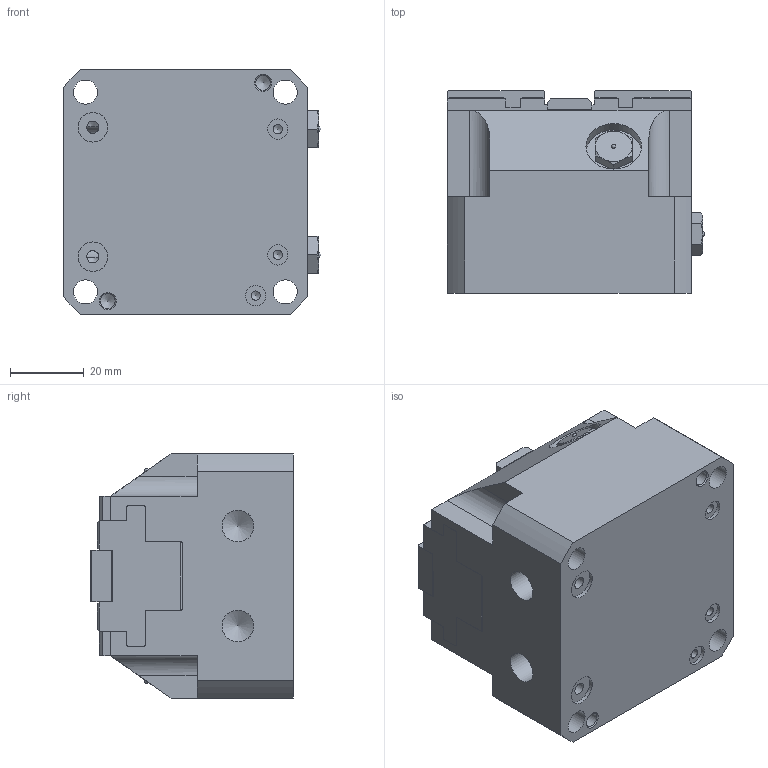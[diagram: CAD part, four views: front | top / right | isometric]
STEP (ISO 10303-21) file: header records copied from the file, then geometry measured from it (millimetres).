
FILE_DESCRIPTION(/* description */ (''),/* implementation_level */ '2;1');
FILE_NAME(/* name */ 'CFB 66 C1 ID.stp',/* time_stamp */ '2020-07-18T09:02:37+02:00',/* author */ ('Emilio'),/* organization */ (''),/* preprocessor_version */ 'ST-DEVELOPER v17.2',/* originating_system */ 'Autodesk Inventor 2019',/* authorisation */ '');
FILE_SCHEMA (('AUTOMOTIVE_DESIGN { 1 0 10303 214 3 1 1 }'));
Length unit declared in the file: millimetre
Products named in the file (6): CFB 66 C1 ID; Corpo; CFB-66-PIASTRINA; Griffa; ISO 7046-1 - M2,5 x 6Z; ISO 2338 - 3 h8 x 8 - B(3)
Assembly tree (8 placements, depth 2):
  CFB 66 C1 ID
    Corpo
    CFB-66-PIASTRINA
    Griffa  x2
    ISO 7046-1 - M2,5 x 6Z  x2
    ISO 2338 - 3 h8 x 8 - B(3)  x2
Bounding box: 69.6 x 54.8 x 66 mm (x, y, z)
Volume: 191781.2 mm3; surface area: 39804.8 mm2
Topology: 8 solids, 8 shells, 462 faces, 1285 edges, 845 vertices
Faces by surface type: plane 279, cone 95, cylinder 76, torus 8, sphere 4
Full cylindrical faces by diameter (mm): 2.05 x2, 2.224 x2, 2.5 x5, 2.7 x2, 3 x6, 3.3 x18, 4 x2, 4.7 x2, 5.5 x3, 6.5 x4, 8 x2, 8.566 x2, 15 x2
Entity records: 10782 total; most frequent: CARTESIAN_POINT 2217, ORIENTED_EDGE 1762, DIRECTION 1749, EDGE_CURVE 881, AXIS2_PLACEMENT_3D 614, VERTEX_POINT 598, LINE 521, VECTOR 521
